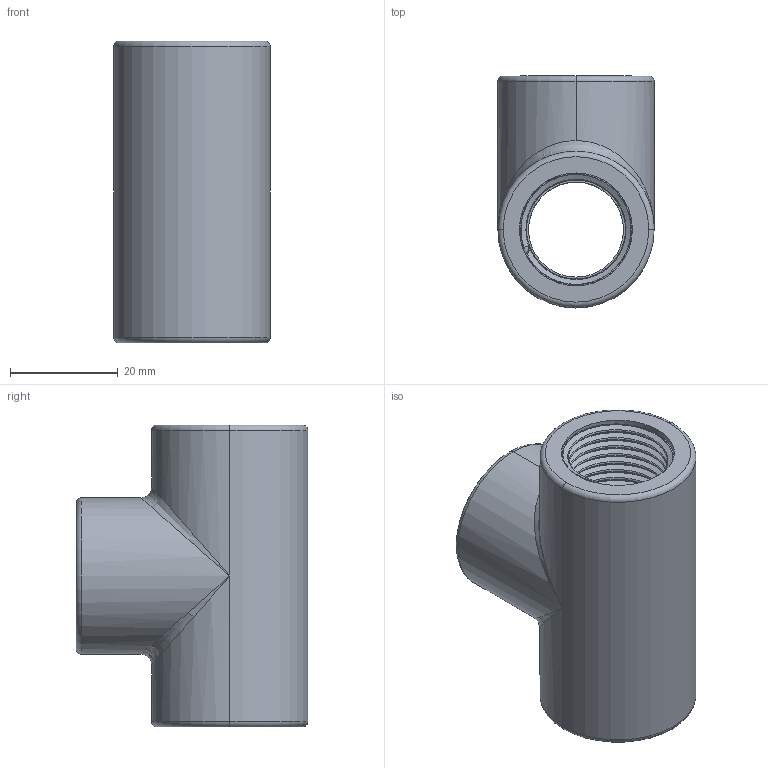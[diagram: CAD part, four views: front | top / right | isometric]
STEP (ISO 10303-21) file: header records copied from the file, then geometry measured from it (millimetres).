
FILE_DESCRIPTION (( 'STEP AP203' ), '1' );
FILE_NAME ('00240_0303.STEP', '2017-05-15T14:44:10', ( '' ), ( '' ), 'SwSTEP 2.0', 'SolidWorks 2011', '' );
FILE_SCHEMA (( 'CONFIG_CONTROL_DESIGN' ));
Length unit declared in the file: millimetre
Products named in the file (1): 00240_0303
Bounding box: 29 x 43 x 56 mm (x, y, z)
Volume: 25993.7 mm3; surface area: 13631.8 mm2
Topology: 1 solids, 1 shells, 98 faces, 261 edges, 148 vertices
Faces by surface type: cone 26, bspline 26, cylinder 19, torus 18, plane 9
Entity records: 10556 total; most frequent: CARTESIAN_POINT 8463, ORIENTED_EDGE 484, DIRECTION 363, EDGE_CURVE 242, AXIS2_PLACEMENT_3D 155, VERTEX_POINT 148, EDGE_LOOP 104, FACE_OUTER_BOUND 98
